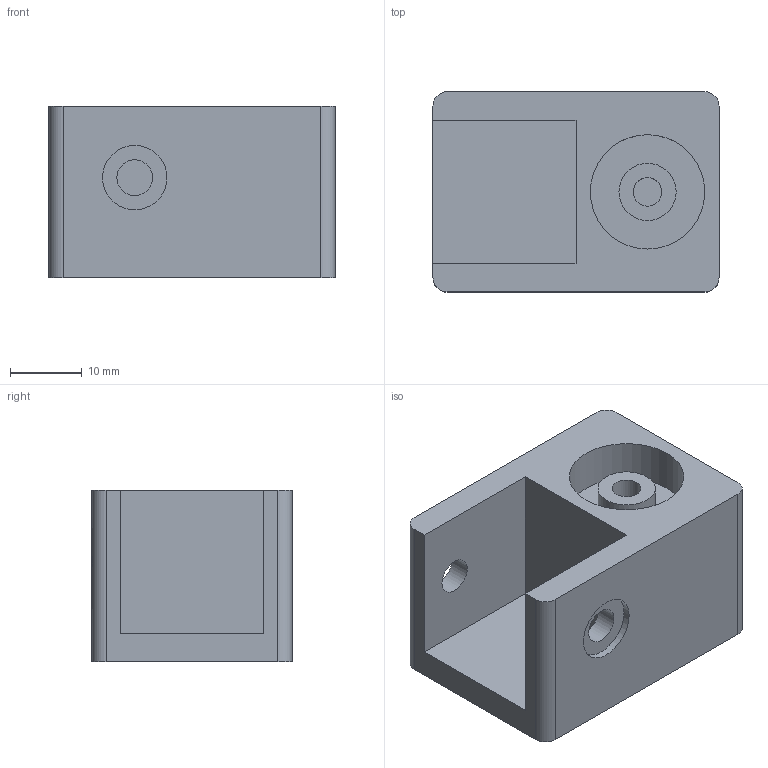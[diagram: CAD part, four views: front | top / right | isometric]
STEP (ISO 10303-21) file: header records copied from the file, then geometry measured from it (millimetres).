
FILE_DESCRIPTION(/* description */ (''),/* implementation_level */ '2;1');
FILE_NAME(/* name */ 'af10488e-f815-4ec2-8c98-9f622013a4c4.stp',/* time_stamp */ '2020-06-07T17:16:14+00:00',/* author */ (''),/* organization */ (''),/* preprocessor_version */ 'ST-DEVELOPER v18.1',/* originating_system */ 'Autodesk Translation Framework v9.3.0.1241',/* authorisation */ '');
FILE_SCHEMA (('AUTOMOTIVE_DESIGN { 1 0 10303 214 3 1 1 }'));
Length unit declared in the file: millimetre
Products named in the file (2): Bed Mount; Mount
Assembly tree (1 placements, depth 2):
  Bed Mount
    Mount
Bounding box: 40 x 28 x 24 mm (x, y, z)
Volume: 17193 mm3; surface area: 7000.5 mm2
Topology: 1 solids, 1 shells, 33 faces, 78 edges, 52 vertices
Faces by surface type: plane 22, cylinder 11
Full cylindrical faces by diameter (mm): 4 x1, 5 x2, 8 x1, 9 x2, 16 x1
Entity records: 1024 total; most frequent: CARTESIAN_POINT 176, DIRECTION 172, ORIENTED_EDGE 156, EDGE_CURVE 78, AXIS2_PLACEMENT_3D 59, LINE 54, VECTOR 54, VERTEX_POINT 52
